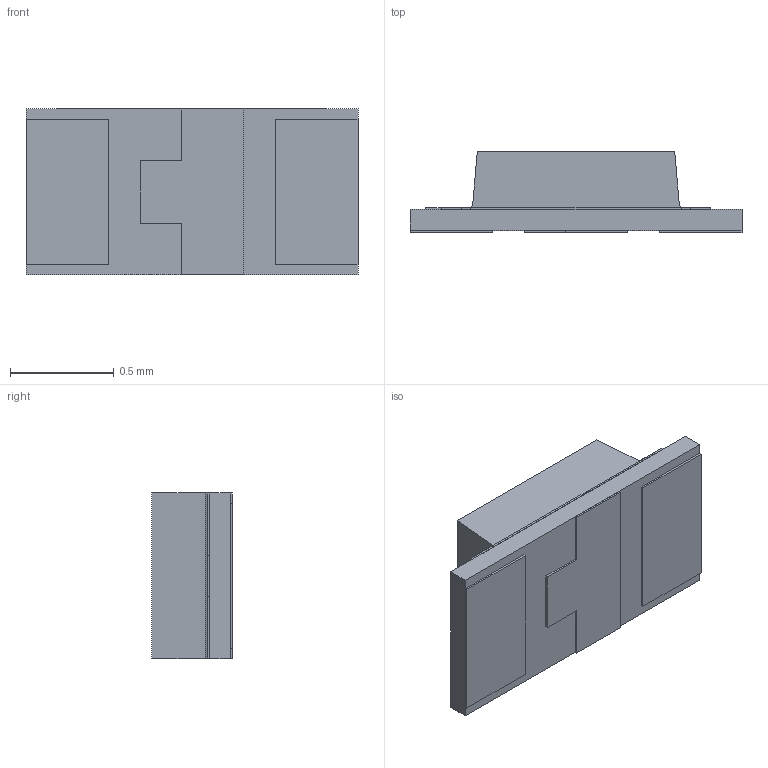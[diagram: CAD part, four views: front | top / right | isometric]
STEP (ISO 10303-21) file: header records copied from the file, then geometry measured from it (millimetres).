
FILE_DESCRIPTION (( 'STEP AP214' ), '1' );
FILE_NAME ('BA7B9151-0DE5-43CD-8DB0-A839A9A0F618.STEP', '2025-03-13T14:41:39', ( '' ), ( '' ), 'SwSTEP 2.0', 'SolidWorks 2022', '' );
FILE_SCHEMA (( 'AUTOMOTIVE_DESIGN' ));
Length unit declared in the file: millimetre
Products named in the file (1): BA7B9151-0DE5-43CD-8DB0-A839A9A0F618
Bounding box: 1.6 x 0.39 x 0.8 mm (x, y, z)
Volume: 0.4 mm3; surface area: 10.7 mm2
Topology: 12 solids, 12 shells, 118 faces, 254 edges, 156 vertices
Faces by surface type: plane 88, cylinder 16, sphere 8, bspline 4, torus 2
Entity records: 5031 total; most frequent: CARTESIAN_POINT 1218, DIRECTION 507, ORIENTED_EDGE 492, EDGE_CURVE 246, VECTOR 197, LINE 197, VERTEX_POINT 156, AXIS2_PLACEMENT_3D 155
